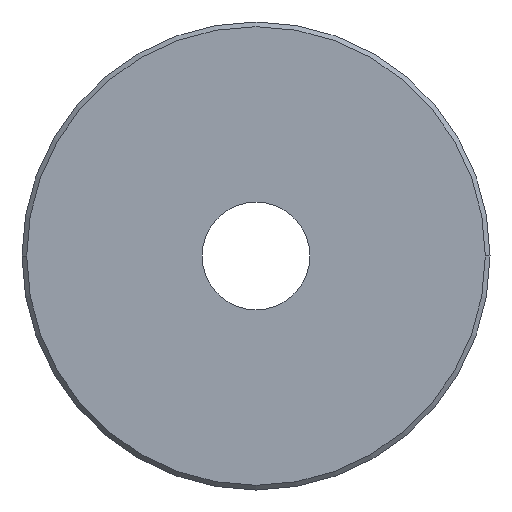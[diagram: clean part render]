
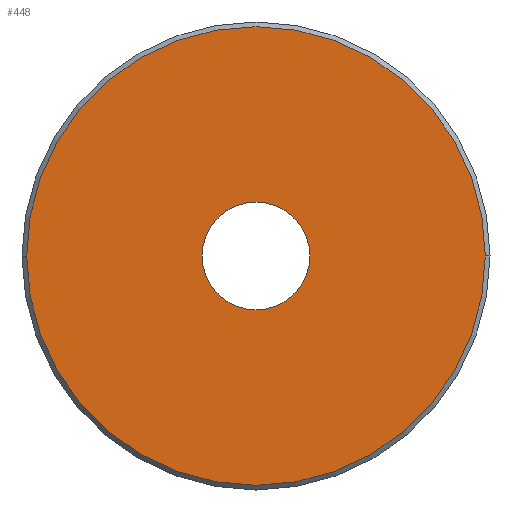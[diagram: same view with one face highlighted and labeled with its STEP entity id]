
A CAD part, left-side view. The second image highlights one B-rep face of the part: STEP entity #448.
In plain terms, the highlighted planar face has unit normal (-1, 0, 0).
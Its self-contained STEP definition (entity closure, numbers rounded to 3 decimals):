
#6 = CARTESIAN_POINT ( 'NONE',  ( -7.5, -24.5, 0. ) ) ;
#35 = DIRECTION ( 'NONE',  ( 1., 0., 0. ) ) ;
#36 = VERTEX_POINT ( 'NONE', #56 ) ;
#56 = CARTESIAN_POINT ( 'NONE',  ( -7.5, 5.75, 0. ) ) ;
#57 = ORIENTED_EDGE ( 'NONE', *, *, #300, .T. ) ;
#67 = DIRECTION ( 'NONE',  ( -1., 0., 0. ) ) ;
#74 = FACE_OUTER_BOUND ( 'NONE', #181, .T. ) ;
#98 = ORIENTED_EDGE ( 'NONE', *, *, #465, .T. ) ;
#112 = AXIS2_PLACEMENT_3D ( 'NONE', #316, #274, #147 ) ;
#115 = DIRECTION ( 'NONE',  ( -1., 0., 0. ) ) ;
#127 = ORIENTED_EDGE ( 'NONE', *, *, #399, .T. ) ;
#147 = DIRECTION ( 'NONE',  ( 0., -1., 0. ) ) ;
#158 = EDGE_LOOP ( 'NONE', ( #98, #127 ) ) ;
#181 = EDGE_LOOP ( 'NONE', ( #57, #396 ) ) ;
#189 = CARTESIAN_POINT ( 'NONE',  ( -7.5, 0., 0. ) ) ;
#196 = DIRECTION ( 'NONE',  ( 0., 1., 0. ) ) ;
#197 = FACE_BOUND ( 'NONE', #158, .T. ) ;
#198 = CIRCLE ( 'NONE', #112, 24.5 ) ;
#200 = AXIS2_PLACEMENT_3D ( 'NONE', #452, #115, #280 ) ;
#205 = PLANE ( 'NONE',  #200 ) ;
#229 = CIRCLE ( 'NONE', #293, 24.5 ) ;
#235 = VERTEX_POINT ( 'NONE', #263 ) ;
#236 = CARTESIAN_POINT ( 'NONE',  ( -7.5, -5.75, 0. ) ) ;
#242 = AXIS2_PLACEMENT_3D ( 'NONE', #347, #35, #196 ) ;
#263 = CARTESIAN_POINT ( 'NONE',  ( -7.5, 24.5, 0. ) ) ;
#274 = DIRECTION ( 'NONE',  ( -1., 0., 0. ) ) ;
#280 = DIRECTION ( 'NONE',  ( 0., -1., 0. ) ) ;
#293 = AXIS2_PLACEMENT_3D ( 'NONE', #189, #67, #438 ) ;
#300 = EDGE_CURVE ( 'NONE', #235, #420, #229, .T. ) ;
#316 = CARTESIAN_POINT ( 'NONE',  ( -7.5, 0., 0. ) ) ;
#341 = CARTESIAN_POINT ( 'NONE',  ( -7.5, 0., 0. ) ) ;
#347 = CARTESIAN_POINT ( 'NONE',  ( -7.5, 0., 0. ) ) ;
#360 = CIRCLE ( 'NONE', #242, 5.75 ) ;
#365 = VERTEX_POINT ( 'NONE', #236 ) ;
#383 = EDGE_CURVE ( 'NONE', #420, #235, #198, .T. ) ;
#393 = CIRCLE ( 'NONE', #457, 5.75 ) ;
#396 = ORIENTED_EDGE ( 'NONE', *, *, #383, .T. ) ;
#399 = EDGE_CURVE ( 'NONE', #365, #36, #393, .T. ) ;
#420 = VERTEX_POINT ( 'NONE', #6 ) ;
#422 = DIRECTION ( 'NONE',  ( 0., 1., 0. ) ) ;
#438 = DIRECTION ( 'NONE',  ( 0., -1., 0. ) ) ;
#448 = ADVANCED_FACE ( 'NONE', ( #74, #197 ), #205, .T. ) ;
#452 = CARTESIAN_POINT ( 'NONE',  ( -7.5, 5.75, 0. ) ) ;
#457 = AXIS2_PLACEMENT_3D ( 'NONE', #341, #478, #422 ) ;
#465 = EDGE_CURVE ( 'NONE', #36, #365, #360, .T. ) ;
#478 = DIRECTION ( 'NONE',  ( 1., 0., 0. ) ) ;
